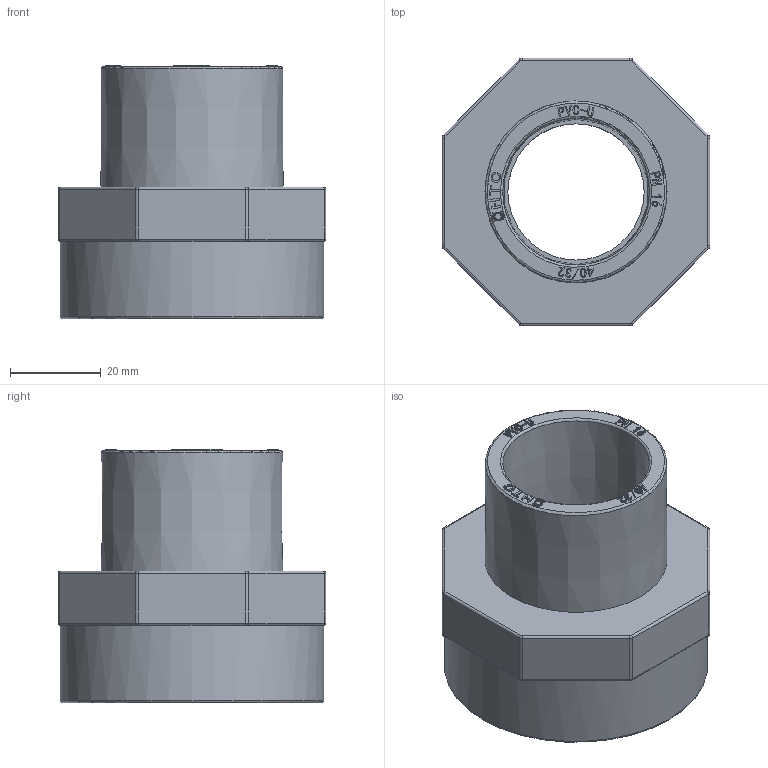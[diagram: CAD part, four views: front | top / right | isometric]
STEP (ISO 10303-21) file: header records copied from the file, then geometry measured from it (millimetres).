
FILE_DESCRIPTION(/* description */ (''),/* implementation_level */ '2;1');
FILE_NAME(/* name */ '32-40X1-1÷2内外插内螺纹变接头.stp',/* time_stamp */ '2024-03-27T09:00:44+08:00',/* author */ (''),/* organization */ (''),/* preprocessor_version */ 'ST-DEVELOPER v16',/* originating_system */ 'SIEMENS PLM Software NX 10.0',/* authorisation */ '');
FILE_SCHEMA (('AUTOMOTIVE_DESIGN { 1 0 10303 214 3 1 1 1 }'));
Length unit declared in the file: millimetre
Products named in the file (1): gelv17541454zc6j
Bounding box: 59 x 59 x 55.8 mm (x, y, z)
Volume: 48525.5 mm3; surface area: 21883 mm2
Topology: 1 solids, 1 shells, 771 faces, 2179 edges, 1439 vertices
Faces by surface type: plane 695, cylinder 45, bspline 20, extrusion 5, torus 4, cone 2
Full cylindrical faces by diameter (mm): 1.401 x1, 1.868 x1, 30 x1, 47.803 x9, 50 x1, 58 x1
Entity records: 29816 total; most frequent: CARTESIAN_POINT 11475, ORIENTED_EDGE 4270, DIRECTION 3030, EDGE_CURVE 2135, VERTEX_POINT 1416, VECTOR 1362, LINE 1357, AXIS2_PLACEMENT_3D 834
